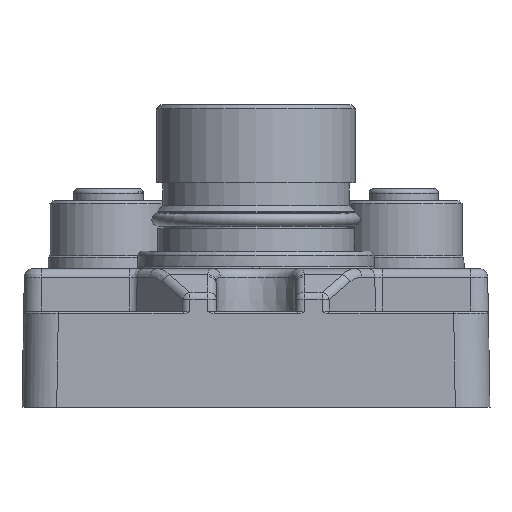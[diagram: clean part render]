
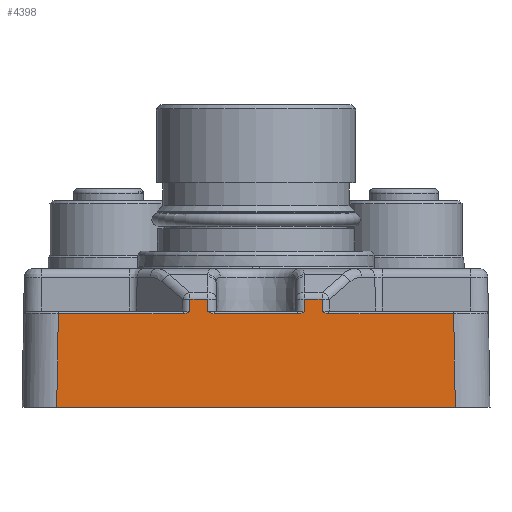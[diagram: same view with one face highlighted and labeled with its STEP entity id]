
A CAD part, left-side view. The second image highlights one B-rep face of the part: STEP entity #4398.
In plain terms, the highlighted planar face has unit normal (-1, 0, 0.018).
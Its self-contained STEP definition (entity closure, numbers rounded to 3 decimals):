
#496=FACE_OUTER_BOUND('',#6288,.T.);
#1375=B_SPLINE_CURVE_WITH_KNOTS('',3,(#24604,#24605,#24606,#24607,#24608,
#24609,#24610,#24611,#24612,#24613,#24614,#24615,#24616),.UNSPECIFIED.,
 .F.,.F.,(4,1,1,1,1,1,1,1,1,1,4),(0.,0.042,0.083,
0.167,0.25,0.333,0.5,0.667,0.833,
0.917,1.),.UNSPECIFIED.);
#1384=B_SPLINE_CURVE_WITH_KNOTS('',3,(#25314,#25315,#25316,#25317,#25318,
#25319,#25320,#25321,#25322,#25323,#25324,#25325,#25326),.UNSPECIFIED.,
 .F.,.F.,(4,1,1,1,1,1,1,1,1,1,4),(0.,0.083,0.167,
0.333,0.5,0.667,0.75,0.833,0.917,
0.958,1.),.UNSPECIFIED.);
#1390=B_SPLINE_CURVE_WITH_KNOTS('',3,(#25955,#25956,#25957,#25958,#25959,
#25960,#25961,#25962,#25963,#25964,#25965,#25966,#25967),.UNSPECIFIED.,
 .F.,.F.,(4,1,1,1,1,1,1,1,1,1,4),(0.,0.083,0.167,
0.333,0.5,0.667,0.75,0.833,0.917,
0.958,1.),.UNSPECIFIED.);
#1393=B_SPLINE_CURVE_WITH_KNOTS('',3,(#26244,#26245,#26246,#26247,#26248,
#26249,#26250,#26251,#26252,#26253,#26254,#26255,#26256),.UNSPECIFIED.,
 .F.,.F.,(4,1,1,1,1,1,1,1,1,1,4),(0.,0.042,0.083,
0.167,0.25,0.333,0.5,0.667,0.833,
0.917,1.),.UNSPECIFIED.);
#1850=LINE('',#24302,#2846);
#1898=LINE('',#24581,#2894);
#1901=LINE('',#25135,#2897);
#1911=LINE('',#25174,#2907);
#1923=LINE('',#25310,#2919);
#1925=LINE('',#25835,#2921);
#1930=LINE('',#26185,#2926);
#1932=LINE('',#26452,#2928);
#1939=LINE('',#26494,#2935);
#1940=LINE('',#26496,#2936);
#1941=LINE('',#26498,#2937);
#1942=LINE('',#26499,#2938);
#2846=VECTOR('',#19478,1.);
#2894=VECTOR('',#19662,1.);
#2897=VECTOR('',#19685,1.);
#2907=VECTOR('',#19731,1.);
#2919=VECTOR('',#19765,1.);
#2921=VECTOR('',#19777,1.);
#2926=VECTOR('',#19814,1.);
#2928=VECTOR('',#19820,1.);
#2935=VECTOR('',#19841,1.);
#2936=VECTOR('',#19844,1.);
#2937=VECTOR('',#19845,1.);
#2938=VECTOR('',#19846,1.);
#4398=ADVANCED_FACE('1937-0-10',(#496),#5427,.T.);
#5427=PLANE('',#17570);
#6288=EDGE_LOOP('',(#8079,#8080,#8081,#8082,#8083,#8084,#8085,#8086,#8087,
#8088,#8089,#8090,#8091,#8092,#8093,#8094));
#8079=ORIENTED_EDGE('',*,*,#14398,.T.);
#8080=ORIENTED_EDGE('',*,*,#14397,.T.);
#8081=ORIENTED_EDGE('',*,*,#14373,.T.);
#8082=ORIENTED_EDGE('',*,*,#14376,.T.);
#8083=ORIENTED_EDGE('',*,*,#14382,.T.);
#8084=ORIENTED_EDGE('',*,*,#14383,.T.);
#8085=ORIENTED_EDGE('',*,*,#14399,.T.);
#8086=ORIENTED_EDGE('',*,*,#14341,.T.);
#8087=ORIENTED_EDGE('',*,*,#14343,.T.);
#8088=ORIENTED_EDGE('',*,*,#14315,.T.);
#8089=ORIENTED_EDGE('',*,*,#14353,.T.);
#8090=ORIENTED_EDGE('',*,*,#14179,.T.);
#8091=ORIENTED_EDGE('',*,*,#14296,.T.);
#8092=ORIENTED_EDGE('',*,*,#14277,.T.);
#8093=ORIENTED_EDGE('',*,*,#14281,.T.);
#8094=ORIENTED_EDGE('',*,*,#14400,.T.);
#12582=VERTEX_POINT('',#24301);
#12583=VERTEX_POINT('',#24303);
#12654=VERTEX_POINT('',#24580);
#12655=VERTEX_POINT('',#24582);
#12657=VERTEX_POINT('',#24603);
#12673=VERTEX_POINT('',#25173);
#12674=VERTEX_POINT('',#25175);
#12691=VERTEX_POINT('',#25309);
#12692=VERTEX_POINT('',#25311);
#12709=VERTEX_POINT('',#25954);
#12710=VERTEX_POINT('',#25968);
#12712=VERTEX_POINT('',#26184);
#12714=VERTEX_POINT('',#26243);
#12715=VERTEX_POINT('',#26453);
#12724=VERTEX_POINT('',#26493);
#12725=VERTEX_POINT('',#26497);
#14179=EDGE_CURVE('',#12583,#12582,#1850,.T.);
#14277=EDGE_CURVE('',#12655,#12654,#1898,.T.);
#14281=EDGE_CURVE('',#12654,#12657,#1375,.T.);
#14296=EDGE_CURVE('',#12582,#12655,#1901,.T.);
#14315=EDGE_CURVE('',#12674,#12673,#1911,.T.);
#14341=EDGE_CURVE('',#12692,#12691,#1923,.T.);
#14343=EDGE_CURVE('',#12691,#12674,#1384,.T.);
#14353=EDGE_CURVE('',#12673,#12583,#1925,.T.);
#14373=EDGE_CURVE('',#12710,#12709,#1390,.T.);
#14376=EDGE_CURVE('',#12709,#12712,#1930,.T.);
#14382=EDGE_CURVE('',#12712,#12714,#1393,.T.);
#14383=EDGE_CURVE('',#12714,#12715,#1932,.T.);
#14397=EDGE_CURVE('',#12724,#12710,#1939,.T.);
#14398=EDGE_CURVE('',#12725,#12724,#1940,.T.);
#14399=EDGE_CURVE('',#12715,#12692,#1941,.T.);
#14400=EDGE_CURVE('',#12657,#12725,#1942,.T.);
#17570=AXIS2_PLACEMENT_3D('',#26500,#19847,#19848);
#19478=DIRECTION('',(0.,-1.,0.));
#19662=DIRECTION('',(0.,1.,0.));
#19685=DIRECTION('',(0.017,0.017,1.));
#19731=DIRECTION('',(0.,1.,0.));
#19765=DIRECTION('',(-0.017,0.009,-1.));
#19777=DIRECTION('',(-0.017,0.017,-1.));
#19814=DIRECTION('',(0.,1.,0.));
#19820=DIRECTION('',(0.017,0.009,1.));
#19841=DIRECTION('',(-0.017,0.009,-1.));
#19844=DIRECTION('',(0.,1.,0.));
#19845=DIRECTION('',(0.,1.,0.));
#19846=DIRECTION('',(0.017,0.009,1.));
#19847=DIRECTION('',(-1.,0.,0.017));
#19848=DIRECTION('',(0.,1.,0.));
#24301=CARTESIAN_POINT('',(-93.247,20.02,-16.));
#24302=CARTESIAN_POINT('',(-93.247,65.98,-16.));
#24303=CARTESIAN_POINT('',(-93.247,65.98,-16.));
#24580=CARTESIAN_POINT('',(-93.058,34.608,-5.197));
#24581=CARTESIAN_POINT('',(-93.058,20.209,-5.197));
#24582=CARTESIAN_POINT('',(-93.058,20.209,-5.197));
#24603=CARTESIAN_POINT('',(-93.055,35.357,-5.));
#24604=CARTESIAN_POINT('',(-93.058,34.608,-5.197));
#24605=CARTESIAN_POINT('',(-93.058,34.619,-5.197));
#24606=CARTESIAN_POINT('',(-93.058,34.64,-5.196));
#24607=CARTESIAN_POINT('',(-93.058,34.683,-5.193));
#24608=CARTESIAN_POINT('',(-93.058,34.736,-5.187));
#24609=CARTESIAN_POINT('',(-93.058,34.799,-5.176));
#24610=CARTESIAN_POINT('',(-93.058,34.882,-5.156));
#24611=CARTESIAN_POINT('',(-93.057,34.986,-5.124));
#24612=CARTESIAN_POINT('',(-93.056,35.109,-5.08));
#24613=CARTESIAN_POINT('',(-93.056,35.212,-5.044));
#24614=CARTESIAN_POINT('',(-93.055,35.295,-5.017));
#24615=CARTESIAN_POINT('',(-93.055,35.336,-5.005));
#24616=CARTESIAN_POINT('',(-93.055,35.357,-5.));
#25135=CARTESIAN_POINT('',(-93.247,20.02,-16.));
#25173=CARTESIAN_POINT('',(-93.058,65.791,-5.197));
#25174=CARTESIAN_POINT('',(-93.058,51.392,-5.197));
#25175=CARTESIAN_POINT('',(-93.058,51.392,-5.197));
#25309=CARTESIAN_POINT('',(-93.055,50.643,-5.));
#25310=CARTESIAN_POINT('',(-93.03,50.63,-3.557));
#25311=CARTESIAN_POINT('',(-93.03,50.63,-3.557));
#25314=CARTESIAN_POINT('',(-93.055,50.643,-5.));
#25315=CARTESIAN_POINT('',(-93.055,50.664,-5.005));
#25316=CARTESIAN_POINT('',(-93.055,50.705,-5.017));
#25317=CARTESIAN_POINT('',(-93.056,50.788,-5.044));
#25318=CARTESIAN_POINT('',(-93.056,50.891,-5.08));
#25319=CARTESIAN_POINT('',(-93.057,51.014,-5.124));
#25320=CARTESIAN_POINT('',(-93.058,51.118,-5.156));
#25321=CARTESIAN_POINT('',(-93.058,51.201,-5.176));
#25322=CARTESIAN_POINT('',(-93.058,51.264,-5.187));
#25323=CARTESIAN_POINT('',(-93.058,51.317,-5.193));
#25324=CARTESIAN_POINT('',(-93.058,51.36,-5.196));
#25325=CARTESIAN_POINT('',(-93.058,51.381,-5.197));
#25326=CARTESIAN_POINT('',(-93.058,51.392,-5.197));
#25835=CARTESIAN_POINT('',(-93.058,65.791,-5.197));
#25954=CARTESIAN_POINT('',(-93.058,38.192,-5.197));
#25955=CARTESIAN_POINT('',(-93.055,37.444,-5.));
#25956=CARTESIAN_POINT('',(-93.055,37.465,-5.005));
#25957=CARTESIAN_POINT('',(-93.055,37.506,-5.017));
#25958=CARTESIAN_POINT('',(-93.056,37.589,-5.044));
#25959=CARTESIAN_POINT('',(-93.056,37.691,-5.08));
#25960=CARTESIAN_POINT('',(-93.057,37.815,-5.124));
#25961=CARTESIAN_POINT('',(-93.058,37.918,-5.156));
#25962=CARTESIAN_POINT('',(-93.058,38.001,-5.176));
#25963=CARTESIAN_POINT('',(-93.058,38.064,-5.187));
#25964=CARTESIAN_POINT('',(-93.058,38.117,-5.193));
#25965=CARTESIAN_POINT('',(-93.058,38.16,-5.196));
#25966=CARTESIAN_POINT('',(-93.058,38.182,-5.197));
#25967=CARTESIAN_POINT('',(-93.058,38.192,-5.197));
#25968=CARTESIAN_POINT('',(-93.055,37.444,-5.));
#26184=CARTESIAN_POINT('',(-93.058,47.808,-5.197));
#26185=CARTESIAN_POINT('',(-93.058,38.192,-5.197));
#26243=CARTESIAN_POINT('',(-93.055,48.556,-5.));
#26244=CARTESIAN_POINT('',(-93.058,47.808,-5.197));
#26245=CARTESIAN_POINT('',(-93.058,47.818,-5.197));
#26246=CARTESIAN_POINT('',(-93.058,47.84,-5.196));
#26247=CARTESIAN_POINT('',(-93.058,47.883,-5.193));
#26248=CARTESIAN_POINT('',(-93.058,47.936,-5.187));
#26249=CARTESIAN_POINT('',(-93.058,47.999,-5.176));
#26250=CARTESIAN_POINT('',(-93.058,48.082,-5.156));
#26251=CARTESIAN_POINT('',(-93.057,48.185,-5.124));
#26252=CARTESIAN_POINT('',(-93.056,48.309,-5.08));
#26253=CARTESIAN_POINT('',(-93.056,48.411,-5.044));
#26254=CARTESIAN_POINT('',(-93.055,48.494,-5.017));
#26255=CARTESIAN_POINT('',(-93.055,48.535,-5.005));
#26256=CARTESIAN_POINT('',(-93.055,48.556,-5.));
#26452=CARTESIAN_POINT('',(-93.055,48.556,-5.));
#26453=CARTESIAN_POINT('',(-93.03,48.569,-3.557));
#26493=CARTESIAN_POINT('',(-93.03,37.431,-3.557));
#26494=CARTESIAN_POINT('',(-93.03,37.431,-3.557));
#26496=CARTESIAN_POINT('',(-93.03,35.37,-3.557));
#26497=CARTESIAN_POINT('',(-93.03,35.37,-3.557));
#26498=CARTESIAN_POINT('',(-93.03,48.569,-3.557));
#26499=CARTESIAN_POINT('',(-93.055,35.357,-5.));
#26500=CARTESIAN_POINT('',(-93.023,15.805,-3.192));
